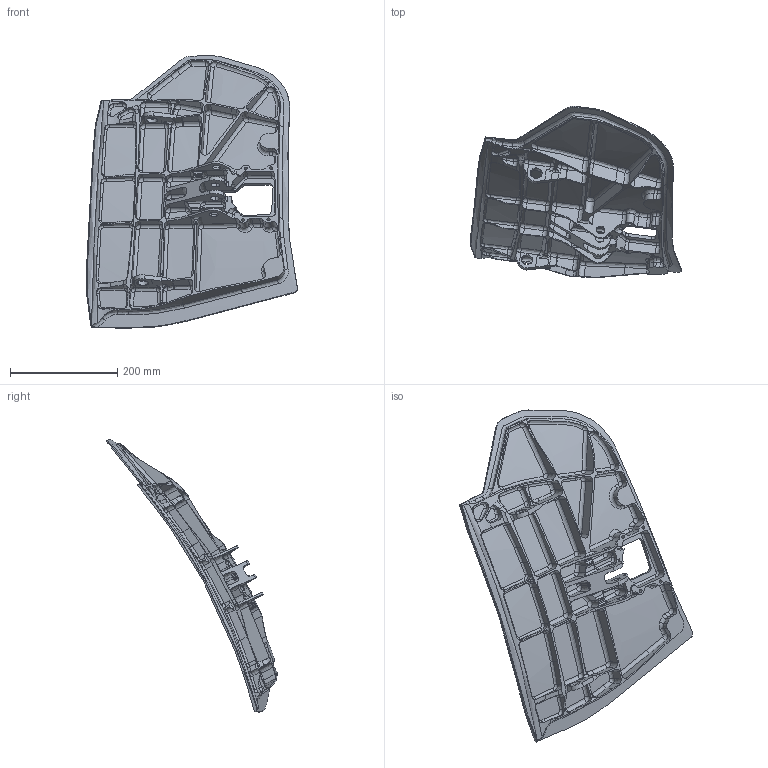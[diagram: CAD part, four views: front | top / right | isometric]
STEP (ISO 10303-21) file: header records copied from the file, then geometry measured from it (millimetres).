
FILE_DESCRIPTION(('FreeCAD Model'),'2;1');
FILE_NAME('Open CASCADE Shape Model','2025-05-04T12:08:32',('FreeCAD'),( 'FreeCAD'),'Open CASCADE STEP processor 7.6','FreeCAD','Unknown');
FILE_SCHEMA(('AUTOMOTIVE_DESIGN { 1 0 10303 214 1 1 1 1 }'));
Products named in the file (1): Open CASCADE STEP translator 7.6 1
Bounding box: 393.19 x 318.78 x 507.66 mm (x, y, z)
Volume: 1093019.2 mm3; surface area: 541093.3 mm2
Topology: 1 solids, 1 shells, 934 faces, 2507 edges, 1572 vertices
Faces by surface type: bspline 934
Entity records: 61937 total; most frequent: CARTESIAN_POINT 47015, ORIENTED_EDGE 5008, EDGE_CURVE 2504, B_SPLINE_CURVE_WITH_KNOTS 2326, VERTEX_POINT 1572, FACE_BOUND 958, EDGE_LOOP 958, ADVANCED_FACE 934
